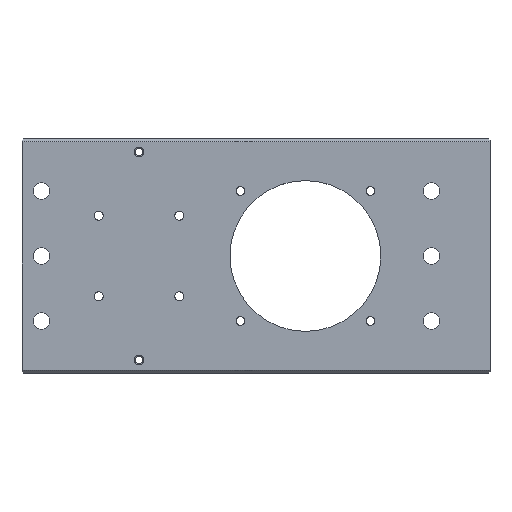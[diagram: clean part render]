
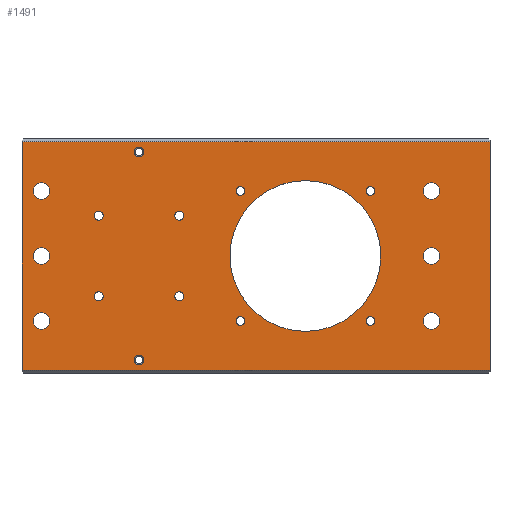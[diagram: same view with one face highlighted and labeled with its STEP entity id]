
A CAD part, top view. The second image highlights one B-rep face of the part: STEP entity #1491.
In plain terms, the highlighted planar face has unit normal (0, 0, 1).
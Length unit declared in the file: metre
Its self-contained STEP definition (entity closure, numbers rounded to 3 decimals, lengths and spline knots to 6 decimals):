
#55=LINE('',#2261,#167);
#80=LINE('',#2337,#192);
#93=LINE('',#2400,#205);
#94=LINE('',#2401,#206);
#167=VECTOR('',#1791,1.);
#192=VECTOR('',#1852,1.);
#205=VECTOR('',#1907,1.);
#206=VECTOR('',#1908,1.);
#266=PLANE('',#1617);
#392=ORIENTED_EDGE('',*,*,#756,.T.);
#393=ORIENTED_EDGE('',*,*,#757,.T.);
#394=ORIENTED_EDGE('',*,*,#758,.F.);
#395=ORIENTED_EDGE('',*,*,#759,.T.);
#396=ORIENTED_EDGE('',*,*,#760,.T.);
#397=ORIENTED_EDGE('',*,*,#761,.T.);
#398=ORIENTED_EDGE('',*,*,#762,.T.);
#399=ORIENTED_EDGE('',*,*,#763,.F.);
#400=ORIENTED_EDGE('',*,*,#764,.F.);
#401=ORIENTED_EDGE('',*,*,#765,.F.);
#402=ORIENTED_EDGE('',*,*,#766,.F.);
#403=ORIENTED_EDGE('',*,*,#673,.F.);
#404=ORIENTED_EDGE('',*,*,#767,.F.);
#405=ORIENTED_EDGE('',*,*,#768,.T.);
#406=ORIENTED_EDGE('',*,*,#769,.T.);
#407=ORIENTED_EDGE('',*,*,#770,.T.);
#408=ORIENTED_EDGE('',*,*,#771,.T.);
#409=ORIENTED_EDGE('',*,*,#740,.T.);
#410=ORIENTED_EDGE('',*,*,#772,.T.);
#411=ORIENTED_EDGE('',*,*,#702,.F.);
#412=ORIENTED_EDGE('',*,*,#773,.T.);
#673=EDGE_CURVE('',#859,#859,#1015,.T.);
#702=EDGE_CURVE('',#888,#875,#55,.T.);
#740=EDGE_CURVE('',#922,#921,#80,.T.);
#756=EDGE_CURVE('',#935,#935,#1038,.F.);
#757=EDGE_CURVE('',#936,#936,#1039,.F.);
#758=EDGE_CURVE('',#937,#937,#1040,.T.);
#759=EDGE_CURVE('',#938,#938,#1041,.T.);
#760=EDGE_CURVE('',#939,#939,#1042,.T.);
#761=EDGE_CURVE('',#940,#940,#1043,.T.);
#762=EDGE_CURVE('',#941,#941,#1044,.T.);
#763=EDGE_CURVE('',#942,#942,#1045,.T.);
#764=EDGE_CURVE('',#943,#943,#1046,.T.);
#765=EDGE_CURVE('',#944,#944,#1047,.T.);
#766=EDGE_CURVE('',#945,#945,#1048,.T.);
#767=EDGE_CURVE('',#946,#946,#1049,.T.);
#768=EDGE_CURVE('',#947,#947,#1050,.F.);
#769=EDGE_CURVE('',#948,#948,#1051,.F.);
#770=EDGE_CURVE('',#949,#949,#1052,.F.);
#771=EDGE_CURVE('',#950,#950,#1053,.F.);
#772=EDGE_CURVE('',#921,#875,#93,.T.);
#773=EDGE_CURVE('',#888,#922,#94,.T.);
#859=VERTEX_POINT('',#2191);
#875=VERTEX_POINT('',#2235);
#888=VERTEX_POINT('',#2260);
#921=VERTEX_POINT('',#2336);
#922=VERTEX_POINT('',#2338);
#935=VERTEX_POINT('',#2369);
#936=VERTEX_POINT('',#2371);
#937=VERTEX_POINT('',#2373);
#938=VERTEX_POINT('',#2375);
#939=VERTEX_POINT('',#2377);
#940=VERTEX_POINT('',#2379);
#941=VERTEX_POINT('',#2381);
#942=VERTEX_POINT('',#2383);
#943=VERTEX_POINT('',#2385);
#944=VERTEX_POINT('',#2387);
#945=VERTEX_POINT('',#2389);
#946=VERTEX_POINT('',#2391);
#947=VERTEX_POINT('',#2393);
#948=VERTEX_POINT('',#2395);
#949=VERTEX_POINT('',#2397);
#950=VERTEX_POINT('',#2399);
#1015=CIRCLE('',#1586,0.00325);
#1038=CIRCLE('',#1618,0.0018);
#1039=CIRCLE('',#1619,0.0018);
#1040=CIRCLE('',#1620,0.029);
#1041=CIRCLE('',#1621,0.001691);
#1042=CIRCLE('',#1622,0.001691);
#1043=CIRCLE('',#1623,0.001691);
#1044=CIRCLE('',#1624,0.001691);
#1045=CIRCLE('',#1625,0.00325);
#1046=CIRCLE('',#1626,0.00325);
#1047=CIRCLE('',#1627,0.00325);
#1048=CIRCLE('',#1628,0.00325);
#1049=CIRCLE('',#1629,0.00325);
#1050=CIRCLE('',#1630,0.0017);
#1051=CIRCLE('',#1631,0.0017);
#1052=CIRCLE('',#1632,0.0017);
#1053=CIRCLE('',#1633,0.0017);
#1118=EDGE_LOOP('',(#392));
#1119=EDGE_LOOP('',(#393));
#1120=EDGE_LOOP('',(#394));
#1121=EDGE_LOOP('',(#395));
#1122=EDGE_LOOP('',(#396));
#1123=EDGE_LOOP('',(#397));
#1124=EDGE_LOOP('',(#398));
#1125=EDGE_LOOP('',(#399));
#1126=EDGE_LOOP('',(#400));
#1127=EDGE_LOOP('',(#401));
#1128=EDGE_LOOP('',(#402));
#1129=EDGE_LOOP('',(#403));
#1130=EDGE_LOOP('',(#404));
#1131=EDGE_LOOP('',(#405));
#1132=EDGE_LOOP('',(#406));
#1133=EDGE_LOOP('',(#407));
#1134=EDGE_LOOP('',(#408));
#1135=EDGE_LOOP('',(#409,#410,#411,#412));
#1292=FACE_BOUND('',#1118,.T.);
#1293=FACE_BOUND('',#1119,.T.);
#1294=FACE_BOUND('',#1120,.T.);
#1295=FACE_BOUND('',#1121,.T.);
#1296=FACE_BOUND('',#1122,.T.);
#1297=FACE_BOUND('',#1123,.T.);
#1298=FACE_BOUND('',#1124,.T.);
#1299=FACE_BOUND('',#1125,.T.);
#1300=FACE_BOUND('',#1126,.T.);
#1301=FACE_BOUND('',#1127,.T.);
#1302=FACE_BOUND('',#1128,.T.);
#1303=FACE_BOUND('',#1129,.T.);
#1304=FACE_BOUND('',#1130,.T.);
#1305=FACE_BOUND('',#1131,.T.);
#1306=FACE_BOUND('',#1132,.T.);
#1307=FACE_BOUND('',#1133,.T.);
#1308=FACE_BOUND('',#1134,.T.);
#1309=FACE_BOUND('',#1135,.T.);
#1491=ADVANCED_FACE('',(#1292,#1293,#1294,#1295,#1296,#1297,#1298,#1299,
#1300,#1301,#1302,#1303,#1304,#1305,#1306,#1307,#1308,#1309),#266,.T.);
#1586=AXIS2_PLACEMENT_3D('',#2190,#1752,#1753);
#1617=AXIS2_PLACEMENT_3D('',#2367,#1873,#1874);
#1618=AXIS2_PLACEMENT_3D('',#2368,#1875,#1876);
#1619=AXIS2_PLACEMENT_3D('',#2370,#1877,#1878);
#1620=AXIS2_PLACEMENT_3D('',#2372,#1879,#1880);
#1621=AXIS2_PLACEMENT_3D('',#2374,#1881,#1882);
#1622=AXIS2_PLACEMENT_3D('',#2376,#1883,#1884);
#1623=AXIS2_PLACEMENT_3D('',#2378,#1885,#1886);
#1624=AXIS2_PLACEMENT_3D('',#2380,#1887,#1888);
#1625=AXIS2_PLACEMENT_3D('',#2382,#1889,#1890);
#1626=AXIS2_PLACEMENT_3D('',#2384,#1891,#1892);
#1627=AXIS2_PLACEMENT_3D('',#2386,#1893,#1894);
#1628=AXIS2_PLACEMENT_3D('',#2388,#1895,#1896);
#1629=AXIS2_PLACEMENT_3D('',#2390,#1897,#1898);
#1630=AXIS2_PLACEMENT_3D('',#2392,#1899,#1900);
#1631=AXIS2_PLACEMENT_3D('',#2394,#1901,#1902);
#1632=AXIS2_PLACEMENT_3D('',#2396,#1903,#1904);
#1633=AXIS2_PLACEMENT_3D('',#2398,#1905,#1906);
#1752=DIRECTION('',(0.,0.,1.));
#1753=DIRECTION('',(1.,0.,0.));
#1791=DIRECTION('',(0.,-1.,0.));
#1852=DIRECTION('',(0.,-1.,0.));
#1873=DIRECTION('',(0.,0.,1.));
#1874=DIRECTION('',(1.,0.,0.));
#1875=DIRECTION('',(0.,0.,1.));
#1876=DIRECTION('',(1.,0.,0.));
#1877=DIRECTION('',(0.,0.,1.));
#1878=DIRECTION('',(1.,0.,0.));
#1879=DIRECTION('',(0.,0.,1.));
#1880=DIRECTION('',(1.,0.,0.));
#1881=DIRECTION('',(0.,0.,-1.));
#1882=DIRECTION('',(-1.,0.,0.));
#1883=DIRECTION('',(0.,0.,-1.));
#1884=DIRECTION('',(-1.,0.,0.));
#1885=DIRECTION('',(0.,0.,-1.));
#1886=DIRECTION('',(-1.,0.,0.));
#1887=DIRECTION('',(0.,0.,-1.));
#1888=DIRECTION('',(-1.,0.,0.));
#1889=DIRECTION('',(0.,0.,1.));
#1890=DIRECTION('',(1.,0.,0.));
#1891=DIRECTION('',(0.,0.,1.));
#1892=DIRECTION('',(1.,0.,0.));
#1893=DIRECTION('',(0.,0.,1.));
#1894=DIRECTION('',(1.,0.,0.));
#1895=DIRECTION('',(0.,0.,1.));
#1896=DIRECTION('',(1.,0.,0.));
#1897=DIRECTION('',(0.,0.,1.));
#1898=DIRECTION('',(1.,0.,0.));
#1899=DIRECTION('',(0.,0.,1.));
#1900=DIRECTION('',(1.,0.,0.));
#1901=DIRECTION('',(0.,0.,1.));
#1902=DIRECTION('',(1.,0.,0.));
#1903=DIRECTION('',(0.,0.,1.));
#1904=DIRECTION('',(1.,0.,0.));
#1905=DIRECTION('',(0.,0.,1.));
#1906=DIRECTION('',(1.,0.,0.));
#1907=DIRECTION('',(1.,0.,0.));
#1908=DIRECTION('',(-1.,0.,0.));
#2190=CARTESIAN_POINT('',(-0.0375,0.,0.01));
#2191=CARTESIAN_POINT('',(-0.03425,0.,0.01));
#2235=CARTESIAN_POINT('',(0.135,-0.044,0.01));
#2260=CARTESIAN_POINT('',(0.135,0.044,0.01));
#2261=CARTESIAN_POINT('',(0.135,0.,0.01));
#2336=CARTESIAN_POINT('',(-0.045,-0.044,0.01));
#2337=CARTESIAN_POINT('',(-0.045,0.,0.01));
#2338=CARTESIAN_POINT('',(-0.045,0.044,0.01));
#2367=CARTESIAN_POINT('',(0.045,0.,0.01));
#2368=CARTESIAN_POINT('',(0.,-0.04,0.01));
#2369=CARTESIAN_POINT('',(0.0018,-0.04,0.01));
#2370=CARTESIAN_POINT('',(0.,0.04,0.01));
#2371=CARTESIAN_POINT('',(0.0018,0.04,0.01));
#2372=CARTESIAN_POINT('',(0.064,0.,0.01));
#2373=CARTESIAN_POINT('',(0.093,0.,0.01));
#2374=CARTESIAN_POINT('',(0.089,0.025,0.01));
#2375=CARTESIAN_POINT('',(0.087309,0.025,0.01));
#2376=CARTESIAN_POINT('',(0.039,-0.025,0.01));
#2377=CARTESIAN_POINT('',(0.037309,-0.025,0.01));
#2378=CARTESIAN_POINT('',(0.089,-0.025,0.01));
#2379=CARTESIAN_POINT('',(0.087309,-0.025,0.01));
#2380=CARTESIAN_POINT('',(0.039,0.025,0.01));
#2381=CARTESIAN_POINT('',(0.037309,0.025,0.01));
#2382=CARTESIAN_POINT('',(-0.0375,0.025,0.01));
#2383=CARTESIAN_POINT('',(-0.03425,0.025,0.01));
#2384=CARTESIAN_POINT('',(0.1125,0.025,0.01));
#2385=CARTESIAN_POINT('',(0.11575,0.025,0.01));
#2386=CARTESIAN_POINT('',(-0.0375,-0.025,0.01));
#2387=CARTESIAN_POINT('',(-0.03425,-0.025,0.01));
#2388=CARTESIAN_POINT('',(0.1125,-0.025,0.01));
#2389=CARTESIAN_POINT('',(0.11575,-0.025,0.01));
#2390=CARTESIAN_POINT('',(0.1125,0.,0.01));
#2391=CARTESIAN_POINT('',(0.11575,0.,0.01));
#2392=CARTESIAN_POINT('',(0.0155,-0.0155,0.01));
#2393=CARTESIAN_POINT('',(0.0172,-0.0155,0.01));
#2394=CARTESIAN_POINT('',(-0.0155,0.0155,0.01));
#2395=CARTESIAN_POINT('',(-0.0138,0.0155,0.01));
#2396=CARTESIAN_POINT('',(0.0155,0.0155,0.01));
#2397=CARTESIAN_POINT('',(0.0172,0.0155,0.01));
#2398=CARTESIAN_POINT('',(-0.0155,-0.0155,0.01));
#2399=CARTESIAN_POINT('',(-0.0138,-0.0155,0.01));
#2400=CARTESIAN_POINT('',(0.135,-0.044,0.01));
#2401=CARTESIAN_POINT('',(0.045,0.044,0.01));
